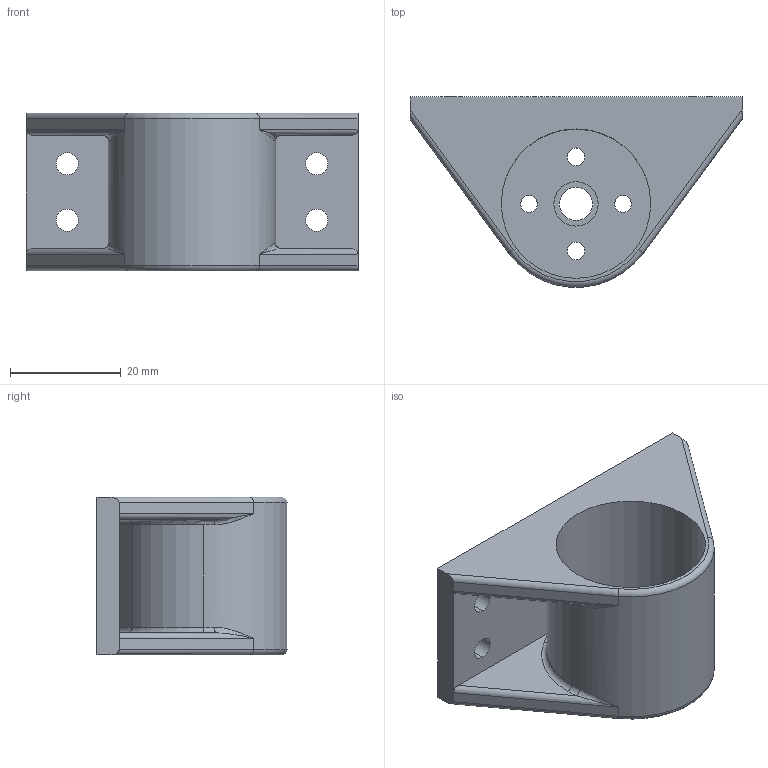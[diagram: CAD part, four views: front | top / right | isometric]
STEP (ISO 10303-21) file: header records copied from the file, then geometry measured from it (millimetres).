
FILE_DESCRIPTION (( 'STEP AP214' ), '1' );
FILE_NAME ('Motor Hub.STEP', '2025-07-26T21:27:31', ( '' ), ( '' ), 'SwSTEP 2.0', 'SolidWorks 2023', '' );
FILE_SCHEMA (( 'AUTOMOTIVE_DESIGN' ));
Length unit declared in the file: millimetre
Products named in the file (1): Motor Hub
Bounding box: 60 x 34.35 x 28.5 mm (x, y, z)
Volume: 15820.7 mm3; surface area: 11213.1 mm2
Topology: 1 solids, 1 shells, 68 faces, 174 edges, 106 vertices
Faces by surface type: cylinder 35, plane 17, torus 12, bspline 4
Entity records: 2321 total; most frequent: CARTESIAN_POINT 629, DIRECTION 364, ORIENTED_EDGE 340, EDGE_CURVE 170, AXIS2_PLACEMENT_3D 149, VERTEX_POINT 106, EDGE_LOOP 88, CIRCLE 84
